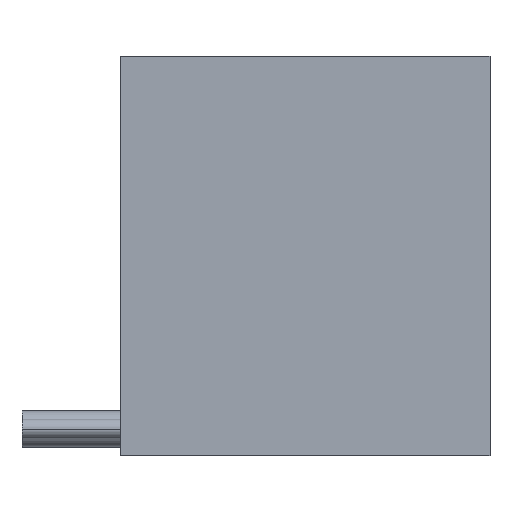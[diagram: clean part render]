
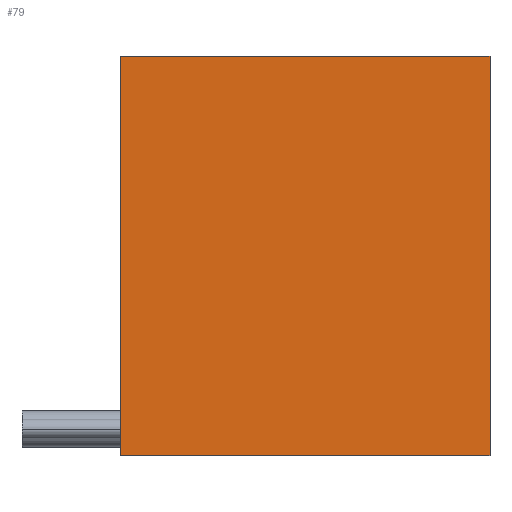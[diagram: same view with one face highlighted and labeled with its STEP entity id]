
A CAD part, top view. The second image highlights one B-rep face of the part: STEP entity #79.
In plain terms, the highlighted planar face has unit normal (0, 0, 1).
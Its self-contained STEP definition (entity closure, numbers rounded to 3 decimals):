
#2 = VERTEX_POINT ( 'NONE', #129 ) ;
#6 = CARTESIAN_POINT ( 'NONE',  ( -56., -60.5, 49.3 ) ) ;
#58 = VECTOR ( 'NONE', #208, 1000. ) ;
#76 = DIRECTION ( 'NONE',  ( 0., 0., 1. ) ) ;
#79 = ADVANCED_FACE ( 'NONE', ( #598 ), #1207, .T. ) ;
#129 = CARTESIAN_POINT ( 'NONE',  ( 56., -60.5, 49.3 ) ) ;
#133 = CARTESIAN_POINT ( 'NONE',  ( 56., 60.5, 49.3 ) ) ;
#159 = DIRECTION ( 'NONE',  ( 0., 1., 0. ) ) ;
#187 = ORIENTED_EDGE ( 'NONE', *, *, #1153, .T. ) ;
#199 = EDGE_CURVE ( 'NONE', #349, #222, #728, .T. ) ;
#203 = AXIS2_PLACEMENT_3D ( 'NONE', #1299, #76, #1091 ) ;
#208 = DIRECTION ( 'NONE',  ( -1., 0., 0. ) ) ;
#220 = ORIENTED_EDGE ( 'NONE', *, *, #1093, .T. ) ;
#222 = VERTEX_POINT ( 'NONE', #1027 ) ;
#255 = ORIENTED_EDGE ( 'NONE', *, *, #585, .T. ) ;
#278 = LINE ( 'NONE', #6, #439 ) ;
#329 = LINE ( 'NONE', #839, #910 ) ;
#349 = VERTEX_POINT ( 'NONE', #133 ) ;
#437 = DIRECTION ( 'NONE',  ( 0., -1., 0. ) ) ;
#439 = VECTOR ( 'NONE', #1045, 1000. ) ;
#469 = LINE ( 'NONE', #982, #516 ) ;
#516 = VECTOR ( 'NONE', #159, 1000. ) ;
#585 = EDGE_CURVE ( 'NONE', #2, #349, #469, .T. ) ;
#598 = FACE_OUTER_BOUND ( 'NONE', #933, .T. ) ;
#728 = LINE ( 'NONE', #824, #58 ) ;
#824 = CARTESIAN_POINT ( 'NONE',  ( -56., 60.5, 49.3 ) ) ;
#839 = CARTESIAN_POINT ( 'NONE',  ( -56., 60.5, 49.3 ) ) ;
#910 = VECTOR ( 'NONE', #437, 1000. ) ;
#933 = EDGE_LOOP ( 'NONE', ( #255, #947, #220, #187 ) ) ;
#947 = ORIENTED_EDGE ( 'NONE', *, *, #199, .T. ) ;
#982 = CARTESIAN_POINT ( 'NONE',  ( 56., 60.5, 49.3 ) ) ;
#1027 = CARTESIAN_POINT ( 'NONE',  ( -56., 60.5, 49.3 ) ) ;
#1045 = DIRECTION ( 'NONE',  ( 1., 0., 0. ) ) ;
#1091 = DIRECTION ( 'NONE',  ( 1., 0., 0. ) ) ;
#1093 = EDGE_CURVE ( 'NONE', #222, #1287, #329, .T. ) ;
#1153 = EDGE_CURVE ( 'NONE', #1287, #2, #278, .T. ) ;
#1160 = CARTESIAN_POINT ( 'NONE',  ( -56., -60.5, 49.3 ) ) ;
#1207 = PLANE ( 'NONE',  #203 ) ;
#1287 = VERTEX_POINT ( 'NONE', #1160 ) ;
#1299 = CARTESIAN_POINT ( 'NONE',  ( 0., 0., 49.3 ) ) ;
